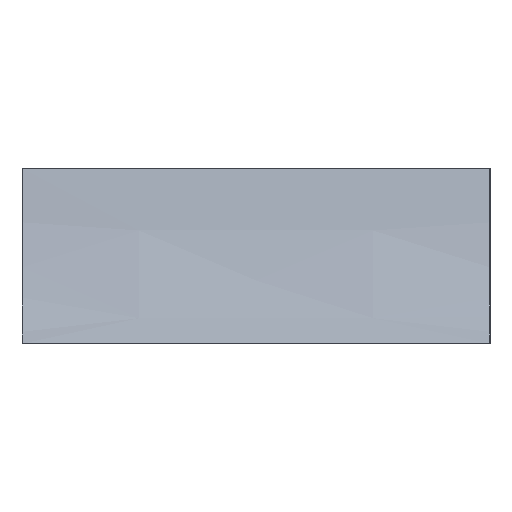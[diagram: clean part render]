
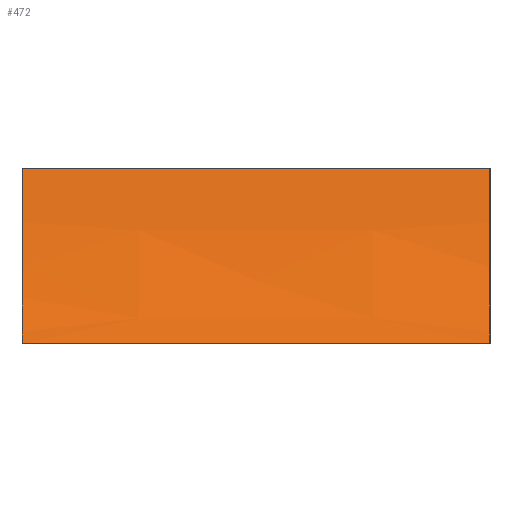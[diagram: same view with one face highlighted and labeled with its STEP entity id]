
A CAD part, left-side view. The second image highlights one B-rep face of the part: STEP entity #472.
In plain terms, the highlighted face is a extrusion surface.
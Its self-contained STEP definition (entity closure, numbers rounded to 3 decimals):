
#472=ADVANCED_FACE('',(#649),#651,.T.);
#649=FACE_BOUND('',#650,.T.);
#650=EDGE_LOOP('',(#769,#770,#771,#772));
#651=SURFACE_OF_LINEAR_EXTRUSION('',#652,#653);
#652=B_SPLINE_CURVE_WITH_KNOTS('',2,
(#773,#774,#775),
.UNSPECIFIED.,.F.,.F.,
(3,3),
(0.,1.),
.UNSPECIFIED.);
#653=VECTOR('',#654,3.2);
#654=DIRECTION('',(0.,1.,0.));
#769=ORIENTED_EDGE('',*,*,#833,.T.);
#770=ORIENTED_EDGE('',*,*,#834,.T.);
#771=ORIENTED_EDGE('',*,*,#835,.F.);
#772=ORIENTED_EDGE('',*,*,#829,.F.);
#773=CARTESIAN_POINT('',(-3.775,-1.6,0.));
#774=CARTESIAN_POINT('',(-3.404,-1.6,0.266));
#775=CARTESIAN_POINT('',(-3.175,-1.6,1.2));
#829=EDGE_CURVE('',#913,#915,#916,.T.);
#833=EDGE_CURVE('',#913,#920,#922,.T.);
#834=EDGE_CURVE('',#920,#923,#924,.T.);
#835=EDGE_CURVE('',#915,#923,#925,.T.);
#913=VERTEX_POINT('',#1093);
#915=VERTEX_POINT('',#1097);
#916=LINE('',#1098,#1099);
#920=VERTEX_POINT('',#1108);
#922=B_SPLINE_CURVE_WITH_KNOTS('',2,
(#1112,#1113,#1114),
.UNSPECIFIED.,.F.,.F.,
(3,3),
(0.,1.),
.UNSPECIFIED.);
#923=VERTEX_POINT('',#1115);
#924=LINE('',#1116,#1117);
#925=B_SPLINE_CURVE_WITH_KNOTS('',2,
(#1119,#1120,#1121),
.UNSPECIFIED.,.F.,.F.,
(3,3),
(0.,1.),
.UNSPECIFIED.);
#1093=CARTESIAN_POINT('',(-3.775,-1.6,0.));
#1097=CARTESIAN_POINT('',(-3.775,1.6,0.));
#1098=CARTESIAN_POINT('',(-3.775,-1.6,0.));
#1099=VECTOR('',#1100,1.);
#1100=DIRECTION('',(0.,1.,0.));
#1108=CARTESIAN_POINT('',(-3.175,-1.6,1.2));
#1112=CARTESIAN_POINT('',(-3.775,-1.6,0.));
#1113=CARTESIAN_POINT('',(-3.404,-1.6,0.266));
#1114=CARTESIAN_POINT('',(-3.175,-1.6,1.2));
#1115=CARTESIAN_POINT('',(-3.175,1.6,1.2));
#1116=CARTESIAN_POINT('',(-3.175,-1.6,1.2));
#1117=VECTOR('',#1118,1.);
#1118=DIRECTION('',(0.,1.,0.));
#1119=CARTESIAN_POINT('',(-3.775,1.6,0.));
#1120=CARTESIAN_POINT('',(-3.404,1.6,0.266));
#1121=CARTESIAN_POINT('',(-3.175,1.6,1.2));
